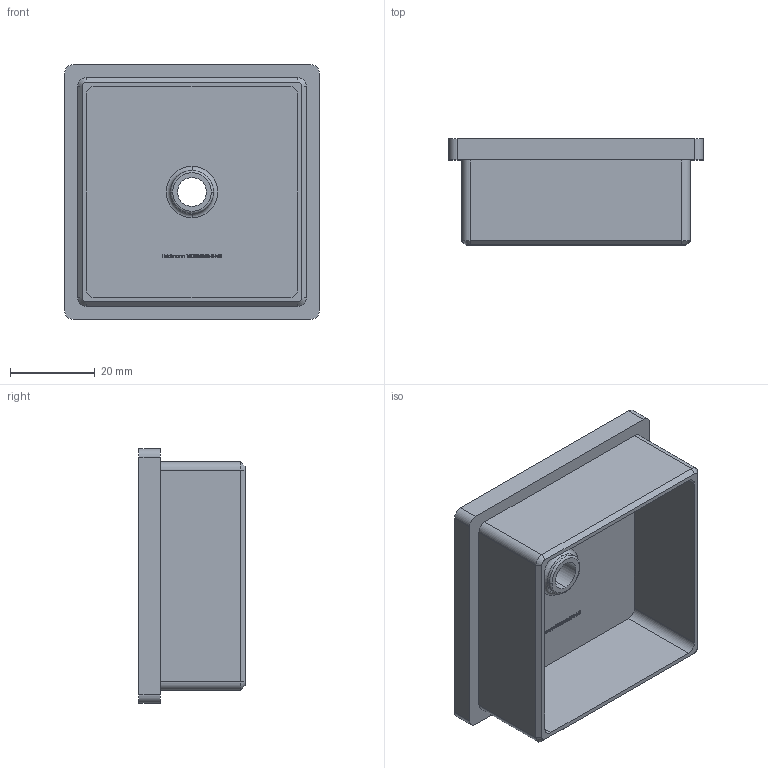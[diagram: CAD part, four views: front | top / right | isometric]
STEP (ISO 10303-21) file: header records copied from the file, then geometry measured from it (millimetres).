
FILE_DESCRIPTION (( 'STEP AP203' ), '1' );
FILE_NAME ('100036060-3-M8.step', '2018-12-19T09:25:21', ( '' ), ( '' ), 'SwSTEP 2.0', 'SolidWorks 2015', '' );
FILE_SCHEMA (( 'CONFIG_CONTROL_DESIGN' ));
Length unit declared in the file: millimetre
Products named in the file (1): 100036060-3-M8
Bounding box: 60 x 25 x 60 mm (x, y, z)
Volume: 26066.9 mm3; surface area: 16516.6 mm2
Topology: 1 solids, 1 shells, 330 faces, 861 edges, 570 vertices
Faces by surface type: bspline 156, plane 148, cylinder 14, cone 8, torus 4
Entity records: 19226 total; most frequent: CARTESIAN_POINT 12062, ORIENTED_EDGE 1722, DIRECTION 947, EDGE_CURVE 861, VERTEX_POINT 570, VECTOR 501, LINE 501, EDGE_LOOP 369
